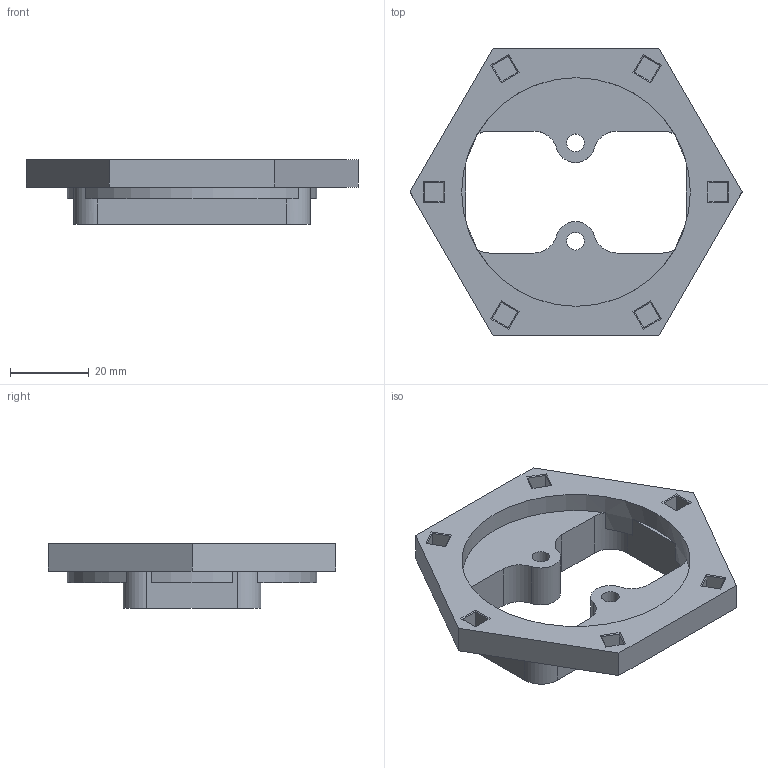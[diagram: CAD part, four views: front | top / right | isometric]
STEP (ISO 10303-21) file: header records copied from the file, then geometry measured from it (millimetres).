
FILE_DESCRIPTION(/* description */ (''),/* implementation_level */ '2;1');
FILE_NAME(/* name */ 'PocketHole_Jig v2.step',/* time_stamp */ '2021-04-13T11:05:58-04:00',/* author */ (''),/* organization */ (''),/* preprocessor_version */ 'ST-DEVELOPER v18.1',/* originating_system */ 'Autodesk Translation Framework v9.10.0.1330',/* authorisation */ '');
FILE_SCHEMA (('AUTOMOTIVE_DESIGN { 1 0 10303 214 3 1 1 }'));
Length unit declared in the file: millimetre
Products named in the file (1): PocketHole_Jig
Bounding box: 84.36 x 73.06 x 16.5 mm (x, y, z)
Volume: 23261.5 mm3; surface area: 13621.7 mm2
Topology: 1 solids, 1 shells, 106 faces, 267 edges, 170 vertices
Faces by surface type: plane 85, cylinder 21
Full cylindrical faces by diameter (mm): 4.5 x2, 58.1 x1
Entity records: 3182 total; most frequent: CARTESIAN_POINT 544, DIRECTION 539, ORIENTED_EDGE 534, EDGE_CURVE 267, LINE 209, VECTOR 209, VERTEX_POINT 170, AXIS2_PLACEMENT_3D 165
